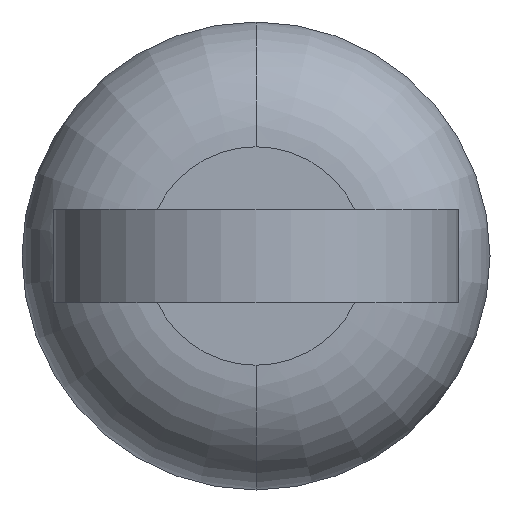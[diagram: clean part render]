
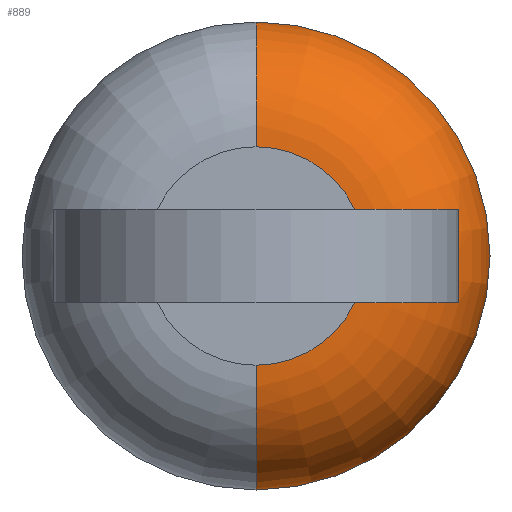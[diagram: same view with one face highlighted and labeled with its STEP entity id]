
A CAD part, front view. The second image highlights one B-rep face of the part: STEP entity #889.
In plain terms, the highlighted toroidal (fillet/blend) face has major radius 3.5 mm and minor radius 4 mm.
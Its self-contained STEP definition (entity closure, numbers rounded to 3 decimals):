
#59 = CARTESIAN_POINT ( 'NONE',  ( 0., 16.5, -7.5 ) ) ;
#60 = CARTESIAN_POINT ( 'NONE',  ( 3.162, 12.5, 1.5 ) ) ;
#63 = CARTESIAN_POINT ( 'NONE',  ( 6.5, 14.062, -1.5 ) ) ;
#70 = CARTESIAN_POINT ( 'NONE',  ( 0., 12.5, -3.5 ) ) ;
#73 = CARTESIAN_POINT ( 'NONE',  ( 6.5, 14.062, 1.5 ) ) ;
#80 = CARTESIAN_POINT ( 'NONE',  ( 3.162, 12.5, -1.5 ) ) ;
#94 = CARTESIAN_POINT ( 'NONE',  ( 0., 12.5, 3.5 ) ) ;
#96 = CARTESIAN_POINT ( 'NONE',  ( 0., 16.5, 7.5 ) ) ;
#197 = AXIS2_PLACEMENT_3D ( 'NONE', #738, #737, #734 ) ;
#199 = CIRCLE ( 'NONE', #197, 3.5 ) ;
#200 = AXIS2_PLACEMENT_3D ( 'NONE', #331, #329, #328 ) ;
#205 = CIRCLE ( 'NONE', #200, 7.5 ) ;
#208 = AXIS2_PLACEMENT_3D ( 'NONE', #365, #363, #357 ) ;
#213 = CIRCLE ( 'NONE', #208, 4. ) ;
#228 = AXIS2_PLACEMENT_3D ( 'NONE', #362, #350, #346 ) ;
#229 = CIRCLE ( 'NONE', #228, 3.5 ) ;
#232 = AXIS2_PLACEMENT_3D ( 'NONE', #409, #405, #402 ) ;
#235 = CIRCLE ( 'NONE', #232, 4. ) ;
#290 = TOROIDAL_SURFACE ( 'NONE', #302, 3.5, 4. ) ;
#302 = AXIS2_PLACEMENT_3D ( 'NONE', #458, #484, #361 ) ;
#306 = B_SPLINE_CURVE_WITH_KNOTS ( 'NONE', 3,
 ( #787, #784, #780, #777, #772, #767, #760, #757, #754, #751, #748, #743 ),
 .UNSPECIFIED., .F., .F.,
 ( 4, 2, 2, 2, 2, 4 ),
 ( 0., 0.001, 0.001, 0.002, 0.003, 0.004 ),
 .UNSPECIFIED. ) ;
#307 = B_SPLINE_CURVE_WITH_KNOTS ( 'NONE', 3,
 ( #830, #817, #824, #820, #809, #805, #800, #797, #794, #793 ),
 .UNSPECIFIED., .F., .F.,
 ( 4, 2, 2, 2, 4 ),
 ( 0., 0.001, 0.002, 0.003, 0.004 ),
 .UNSPECIFIED. ) ;
#310 = B_SPLINE_CURVE_WITH_KNOTS ( 'NONE', 3,
 ( #323, #510, #504, #497, #495, #493, #492, #428 ),
 .UNSPECIFIED., .F., .F.,
 ( 4, 2, 2, 4 ),
 ( 0., 0.002, 0.002, 0.003 ),
 .UNSPECIFIED. ) ;
#323 = CARTESIAN_POINT ( 'NONE',  ( 6.5, 14.062, -1.5 ) ) ;
#328 = DIRECTION ( 'NONE',  ( 0., 0., 1. ) ) ;
#329 = DIRECTION ( 'NONE',  ( 0., 1., 0. ) ) ;
#331 = CARTESIAN_POINT ( 'NONE',  ( 0., 16.5, 0. ) ) ;
#346 = DIRECTION ( 'NONE',  ( 0., 0., 1. ) ) ;
#350 = DIRECTION ( 'NONE',  ( 0., -1., 0. ) ) ;
#357 = DIRECTION ( 'NONE',  ( 0., 0., 1. ) ) ;
#361 = DIRECTION ( 'NONE',  ( 0., 0., 1. ) ) ;
#362 = CARTESIAN_POINT ( 'NONE',  ( 0., 12.5, 0. ) ) ;
#363 = DIRECTION ( 'NONE',  ( -1., 0., 0. ) ) ;
#365 = CARTESIAN_POINT ( 'NONE',  ( 0., 16.5, 3.5 ) ) ;
#402 = DIRECTION ( 'NONE',  ( 0., 0., -1. ) ) ;
#405 = DIRECTION ( 'NONE',  ( 1., 0., 0. ) ) ;
#409 = CARTESIAN_POINT ( 'NONE',  ( 0., 16.5, -3.5 ) ) ;
#428 = CARTESIAN_POINT ( 'NONE',  ( 6.5, 14.062, 1.5 ) ) ;
#458 = CARTESIAN_POINT ( 'NONE',  ( 0., 16.5, 0. ) ) ;
#484 = DIRECTION ( 'NONE',  ( 0., 1., 0. ) ) ;
#492 = CARTESIAN_POINT ( 'NONE',  ( 6.5, 13.99, 1.255 ) ) ;
#493 = CARTESIAN_POINT ( 'NONE',  ( 6.5, 13.938, 1.006 ) ) ;
#495 = CARTESIAN_POINT ( 'NONE',  ( 6.5, 13.87, 0.501 ) ) ;
#497 = CARTESIAN_POINT ( 'NONE',  ( 6.5, 13.854, 0.246 ) ) ;
#504 = CARTESIAN_POINT ( 'NONE',  ( 6.5, 13.855, -0.51 ) ) ;
#510 = CARTESIAN_POINT ( 'NONE',  ( 6.5, 13.918, -1.009 ) ) ;
#529 = VERTEX_POINT ( 'NONE', #96 ) ;
#533 = VERTEX_POINT ( 'NONE', #94 ) ;
#550 = ORIENTED_EDGE ( 'NONE', *, *, #936, .F. ) ;
#552 = ORIENTED_EDGE ( 'NONE', *, *, #932, .F. ) ;
#558 = ORIENTED_EDGE ( 'NONE', *, *, #939, .F. ) ;
#572 = VERTEX_POINT ( 'NONE', #80 ) ;
#579 = EDGE_LOOP ( 'NONE', ( #615, #581, #550, #552, #623, #648, #580, #558 ) ) ;
#580 = ORIENTED_EDGE ( 'NONE', *, *, #924, .F. ) ;
#581 = ORIENTED_EDGE ( 'NONE', *, *, #920, .T. ) ;
#602 = VERTEX_POINT ( 'NONE', #73 ) ;
#609 = VERTEX_POINT ( 'NONE', #70 ) ;
#615 = ORIENTED_EDGE ( 'NONE', *, *, #922, .F. ) ;
#623 = ORIENTED_EDGE ( 'NONE', *, *, #940, .F. ) ;
#633 = VERTEX_POINT ( 'NONE', #63 ) ;
#637 = VERTEX_POINT ( 'NONE', #60 ) ;
#638 = VERTEX_POINT ( 'NONE', #59 ) ;
#648 = ORIENTED_EDGE ( 'NONE', *, *, #938, .F. ) ;
#734 = DIRECTION ( 'NONE',  ( 0., 0., 1. ) ) ;
#737 = DIRECTION ( 'NONE',  ( 0., -1., 0. ) ) ;
#738 = CARTESIAN_POINT ( 'NONE',  ( 0., 12.5, 0. ) ) ;
#743 = CARTESIAN_POINT ( 'NONE',  ( 6.5, 14.062, -1.5 ) ) ;
#748 = CARTESIAN_POINT ( 'NONE',  ( 6.301, 13.81, -1.5 ) ) ;
#751 = CARTESIAN_POINT ( 'NONE',  ( 6.072, 13.582, -1.5 ) ) ;
#754 = CARTESIAN_POINT ( 'NONE',  ( 5.57, 13.19, -1.5 ) ) ;
#757 = CARTESIAN_POINT ( 'NONE',  ( 5.3, 13.027, -1.5 ) ) ;
#760 = CARTESIAN_POINT ( 'NONE',  ( 4.868, 12.828, -1.5 ) ) ;
#767 = CARTESIAN_POINT ( 'NONE',  ( 4.718, 12.769, -1.5 ) ) ;
#772 = CARTESIAN_POINT ( 'NONE',  ( 4.415, 12.67, -1.5 ) ) ;
#777 = CARTESIAN_POINT ( 'NONE',  ( 4.262, 12.629, -1.5 ) ) ;
#780 = CARTESIAN_POINT ( 'NONE',  ( 3.798, 12.531, -1.5 ) ) ;
#784 = CARTESIAN_POINT ( 'NONE',  ( 3.483, 12.5, -1.5 ) ) ;
#787 = CARTESIAN_POINT ( 'NONE',  ( 3.162, 12.5, -1.5 ) ) ;
#793 = CARTESIAN_POINT ( 'NONE',  ( 3.162, 12.5, 1.5 ) ) ;
#794 = CARTESIAN_POINT ( 'NONE',  ( 3.482, 12.5, 1.5 ) ) ;
#797 = CARTESIAN_POINT ( 'NONE',  ( 3.799, 12.531, 1.5 ) ) ;
#800 = CARTESIAN_POINT ( 'NONE',  ( 4.424, 12.663, 1.5 ) ) ;
#805 = CARTESIAN_POINT ( 'NONE',  ( 4.727, 12.763, 1.5 ) ) ;
#809 = CARTESIAN_POINT ( 'NONE',  ( 5.302, 13.028, 1.5 ) ) ;
#817 = CARTESIAN_POINT ( 'NONE',  ( 6.301, 13.81, 1.5 ) ) ;
#820 = CARTESIAN_POINT ( 'NONE',  ( 5.578, 13.196, 1.5 ) ) ;
#824 = CARTESIAN_POINT ( 'NONE',  ( 6.077, 13.587, 1.5 ) ) ;
#830 = CARTESIAN_POINT ( 'NONE',  ( 6.5, 14.062, 1.5 ) ) ;
#889 = ADVANCED_FACE ( 'NONE', ( #1113 ), #290, .T. ) ;
#920 = EDGE_CURVE ( 'NONE', #609, #638, #235, .T. ) ;
#922 = EDGE_CURVE ( 'NONE', #609, #572, #229, .T. ) ;
#924 = EDGE_CURVE ( 'NONE', #633, #602, #310, .T. ) ;
#932 = EDGE_CURVE ( 'NONE', #533, #529, #213, .T. ) ;
#936 = EDGE_CURVE ( 'NONE', #529, #638, #205, .T. ) ;
#938 = EDGE_CURVE ( 'NONE', #602, #637, #307, .T. ) ;
#939 = EDGE_CURVE ( 'NONE', #572, #633, #306, .T. ) ;
#940 = EDGE_CURVE ( 'NONE', #637, #533, #199, .T. ) ;
#1113 = FACE_OUTER_BOUND ( 'NONE', #579, .T. ) ;
